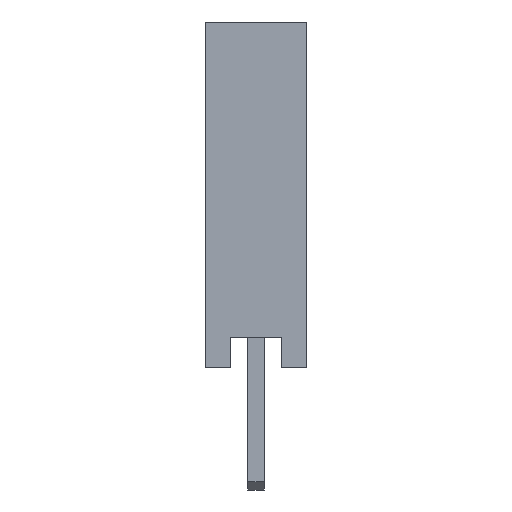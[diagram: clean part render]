
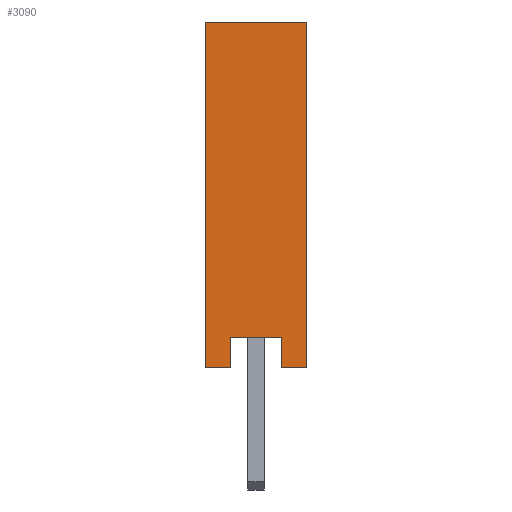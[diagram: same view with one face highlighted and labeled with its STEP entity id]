
A CAD part, front view. The second image highlights one B-rep face of the part: STEP entity #3090.
In plain terms, the highlighted planar face has unit normal (0, -1, 0).
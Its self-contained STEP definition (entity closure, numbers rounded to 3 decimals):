
#66=FACE_OUTER_BOUND('',#256,.T.);
#256=EDGE_LOOP('',(#2095,#2096,#2097,#2098,#2099,#2100,#2101,#2102));
#471=LINE('',#4372,#905);
#475=LINE('',#4383,#909);
#476=LINE('',#4385,#910);
#477=LINE('',#4387,#911);
#478=LINE('',#4389,#912);
#479=LINE('',#4390,#913);
#480=LINE('',#4392,#914);
#481=LINE('',#4393,#915);
#905=VECTOR('',#3547,10.);
#909=VECTOR('',#3559,10.);
#910=VECTOR('',#3560,10.);
#911=VECTOR('',#3561,10.);
#912=VECTOR('',#3562,10.);
#913=VECTOR('',#3563,10.);
#914=VECTOR('',#3564,10.);
#915=VECTOR('',#3565,10.);
#1324=VERTEX_POINT('',#4365);
#1327=VERTEX_POINT('',#4370);
#1329=VERTEX_POINT('',#4381);
#1330=VERTEX_POINT('',#4382);
#1331=VERTEX_POINT('',#4384);
#1332=VERTEX_POINT('',#4386);
#1333=VERTEX_POINT('',#4388);
#1334=VERTEX_POINT('',#4391);
#1619=EDGE_CURVE('',#1324,#1327,#471,.T.);
#1623=EDGE_CURVE('',#1329,#1330,#475,.T.);
#1624=EDGE_CURVE('',#1330,#1331,#476,.T.);
#1625=EDGE_CURVE('',#1331,#1332,#477,.T.);
#1626=EDGE_CURVE('',#1332,#1333,#478,.T.);
#1627=EDGE_CURVE('',#1333,#1324,#479,.T.);
#1628=EDGE_CURVE('',#1327,#1334,#480,.T.);
#1629=EDGE_CURVE('',#1334,#1329,#481,.T.);
#2095=ORIENTED_EDGE('',*,*,#1623,.T.);
#2096=ORIENTED_EDGE('',*,*,#1624,.T.);
#2097=ORIENTED_EDGE('',*,*,#1625,.T.);
#2098=ORIENTED_EDGE('',*,*,#1626,.T.);
#2099=ORIENTED_EDGE('',*,*,#1627,.T.);
#2100=ORIENTED_EDGE('',*,*,#1619,.T.);
#2101=ORIENTED_EDGE('',*,*,#1628,.T.);
#2102=ORIENTED_EDGE('',*,*,#1629,.T.);
#2901=PLANE('',#3306);
#3090=ADVANCED_FACE('',(#66),#2901,.T.);
#3306=AXIS2_PLACEMENT_3D('',#4380,#3557,#3558);
#3547=DIRECTION('',(-1.,0.,0.));
#3557=DIRECTION('center_axis',(0.,-1.,0.));
#3558=DIRECTION('ref_axis',(0.,0.,-1.));
#3559=DIRECTION('',(0.,0.,1.));
#3560=DIRECTION('',(1.,0.,0.));
#3561=DIRECTION('',(0.,0.,-1.));
#3562=DIRECTION('',(1.,0.,0.));
#3563=DIRECTION('',(0.,0.,1.));
#3564=DIRECTION('',(0.,0.,-1.));
#3565=DIRECTION('',(1.,0.,0.));
#4365=CARTESIAN_POINT('',(1.25,-8.89,8.5));
#4370=CARTESIAN_POINT('',(-1.25,-8.89,8.5));
#4372=CARTESIAN_POINT('',(-1.25,-8.89,8.5));
#4380=CARTESIAN_POINT('Origin',(0.,-8.89,4.25));
#4381=CARTESIAN_POINT('',(-0.625,-8.89,0.));
#4382=CARTESIAN_POINT('',(-0.625,-8.89,0.75));
#4383=CARTESIAN_POINT('',(-0.625,-8.89,0.75));
#4384=CARTESIAN_POINT('',(0.625,-8.89,0.75));
#4385=CARTESIAN_POINT('',(0.625,-8.89,0.75));
#4386=CARTESIAN_POINT('',(0.625,-8.89,0.));
#4387=CARTESIAN_POINT('',(0.625,-8.89,0.));
#4388=CARTESIAN_POINT('',(1.25,-8.89,0.));
#4389=CARTESIAN_POINT('',(1.25,-8.89,0.));
#4390=CARTESIAN_POINT('',(1.25,-8.89,8.5));
#4391=CARTESIAN_POINT('',(-1.25,-8.89,0.));
#4392=CARTESIAN_POINT('',(-1.25,-8.89,0.));
#4393=CARTESIAN_POINT('',(-0.625,-8.89,0.));
